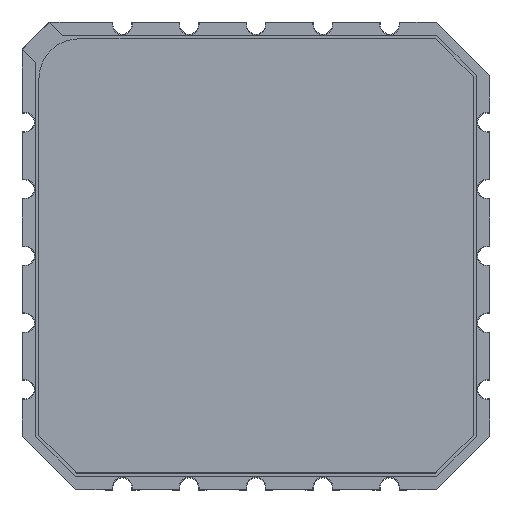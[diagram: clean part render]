
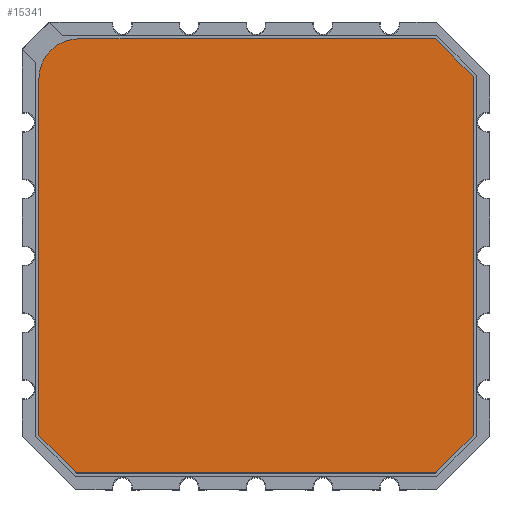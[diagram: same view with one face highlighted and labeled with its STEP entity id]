
A CAD part, top view. The second image highlights one B-rep face of the part: STEP entity #15341.
In plain terms, the highlighted face is planar.
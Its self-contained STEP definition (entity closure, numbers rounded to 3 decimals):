
#15101=CARTESIAN_POINT('',(-3.365,0.3,-3.365));
#15102=DIRECTION('',(0.,1.,0.));
#15103=DIRECTION('',(0.,0.,-1.));
#15104=AXIS2_PLACEMENT_3D('',#15101,#15102,#15103);
#15109=DIRECTION('',(-1.,0.,0.));
#15110=VECTOR('',#15109,6.78);
#15111=CARTESIAN_POINT('',(3.415,0.3,-4.125));
#15112=LINE('',#15111,#15110);
#15116=DIRECTION('',(-0.707,0.,-0.707));
#15117=VECTOR('',#15116,1.004);
#15118=CARTESIAN_POINT('',(4.125,0.3,-3.415));
#15119=LINE('',#15118,#15117);
#15123=DIRECTION('',(0.,0.,-1.));
#15124=VECTOR('',#15123,6.83);
#15125=CARTESIAN_POINT('',(4.125,0.3,3.415));
#15126=LINE('',#15125,#15124);
#15130=DIRECTION('',(0.707,0.,-0.707));
#15131=VECTOR('',#15130,1.004);
#15132=CARTESIAN_POINT('',(3.415,0.3,4.125));
#15133=LINE('',#15132,#15131);
#15137=DIRECTION('',(1.,0.,0.));
#15138=VECTOR('',#15137,6.83);
#15139=CARTESIAN_POINT('',(-3.415,0.3,4.125));
#15140=LINE('',#15139,#15138);
#15144=DIRECTION('',(0.707,0.,0.707));
#15145=VECTOR('',#15144,1.004);
#15146=CARTESIAN_POINT('',(-4.125,0.3,3.415));
#15147=LINE('',#15146,#15145);
#15151=DIRECTION('',(0.,0.,1.));
#15152=VECTOR('',#15151,6.78);
#15153=CARTESIAN_POINT('',(-4.125,0.3,-3.365));
#15154=LINE('',#15153,#15152);
#15162=CARTESIAN_POINT('',(-4.125,0.3,3.415));
#15163=VERTEX_POINT('',#15162);
#15164=CARTESIAN_POINT('',(-3.415,0.3,4.125));
#15165=VERTEX_POINT('',#15164);
#15170=CARTESIAN_POINT('',(3.415,0.3,4.125));
#15171=VERTEX_POINT('',#15170);
#15172=CARTESIAN_POINT('',(4.125,0.3,3.415));
#15173=VERTEX_POINT('',#15172);
#15178=CARTESIAN_POINT('',(4.125,0.3,-3.415));
#15179=VERTEX_POINT('',#15178);
#15180=CARTESIAN_POINT('',(3.415,0.3,-4.125));
#15181=VERTEX_POINT('',#15180);
#15186=CARTESIAN_POINT('',(-3.365,0.3,-4.125));
#15187=VERTEX_POINT('',#15186);
#15188=CARTESIAN_POINT('',(-4.125,0.3,-3.365));
#15189=VERTEX_POINT('',#15188);
#15326=CARTESIAN_POINT('',(0.,0.3,0.));
#15327=DIRECTION('',(0.,1.,0.));
#15328=DIRECTION('',(1.,0.,0.));
#15329=AXIS2_PLACEMENT_3D('',#15326,#15327,#15328);
#15330=PLANE('',#15329);
#15331=ORIENTED_EDGE('',*,*,#15222,.F.);
#15332=ORIENTED_EDGE('',*,*,#15238,.F.);
#15333=ORIENTED_EDGE('',*,*,#15251,.F.);
#15334=ORIENTED_EDGE('',*,*,#15264,.F.);
#15335=ORIENTED_EDGE('',*,*,#15279,.F.);
#15336=ORIENTED_EDGE('',*,*,#15292,.F.);
#15337=ORIENTED_EDGE('',*,*,#15307,.F.);
#15338=ORIENTED_EDGE('',*,*,#15319,.F.);
#15339=EDGE_LOOP('',(#15331,#15332,#15333,#15334,#15335,#15336,#15337,#15338));
#15340=FACE_OUTER_BOUND('',#15339,.F.);
#15341=ADVANCED_FACE('',(#15340),#15330,.T.);
#15105=CIRCLE('',#15104,0.76);
#15222=EDGE_CURVE('',#15187,#15189,#15105,.T.);
#15238=EDGE_CURVE('',#15181,#15187,#15112,.T.);
#15251=EDGE_CURVE('',#15179,#15181,#15119,.T.);
#15264=EDGE_CURVE('',#15173,#15179,#15126,.T.);
#15279=EDGE_CURVE('',#15171,#15173,#15133,.T.);
#15292=EDGE_CURVE('',#15165,#15171,#15140,.T.);
#15307=EDGE_CURVE('',#15163,#15165,#15147,.T.);
#15319=EDGE_CURVE('',#15189,#15163,#15154,.T.);
